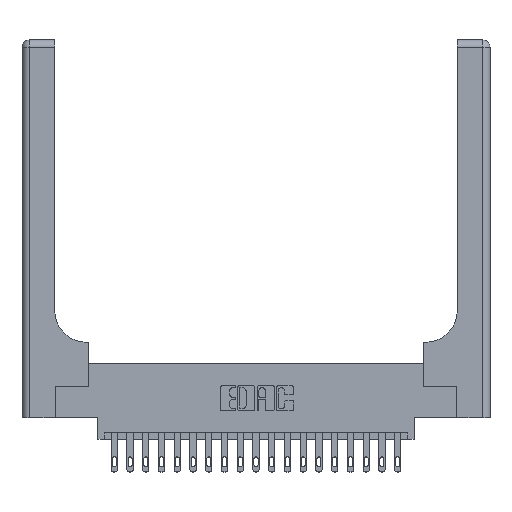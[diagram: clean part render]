
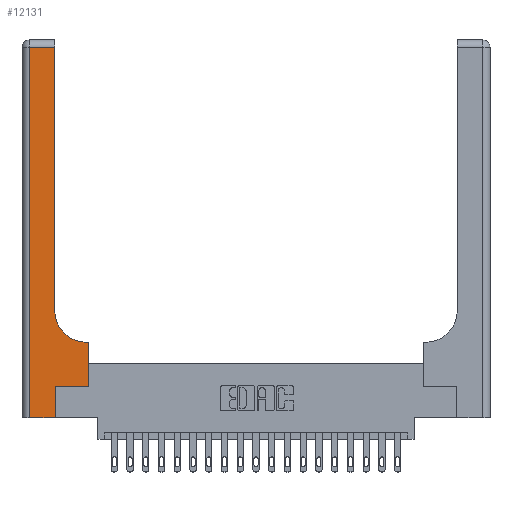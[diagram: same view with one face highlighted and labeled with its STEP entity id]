
A CAD part, top view. The second image highlights one B-rep face of the part: STEP entity #12131.
In plain terms, the highlighted planar face has unit normal (0, 0, 1).
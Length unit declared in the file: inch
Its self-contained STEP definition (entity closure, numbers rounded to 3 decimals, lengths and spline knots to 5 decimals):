
#573 = LINE ( 'NONE', #11854, #20345 ) ;
#1107 = EDGE_CURVE ( 'NONE', #9077, #20230, #3572, .T. ) ;
#1364 = CIRCLE ( 'NONE', #15383, 0.25 ) ;
#2014 = LINE ( 'NONE', #8551, #19819 ) ;
#2272 = VERTEX_POINT ( 'NONE', #13023 ) ;
#2450 = VECTOR ( 'NONE', #10299, 39.37008 ) ;
#2549 = CARTESIAN_POINT ( 'NONE',  ( 0.51, 0.6, 0.37 ) ) ;
#3188 = DIRECTION ( 'NONE',  ( 0., 1., 0. ) ) ;
#3457 = CARTESIAN_POINT ( 'NONE',  ( 0.06, 3., 0.37 ) ) ;
#3572 = LINE ( 'NONE', #19414, #13550 ) ;
#3801 = CARTESIAN_POINT ( 'NONE',  ( 0., 2.94, 0.37 ) ) ;
#3981 = CARTESIAN_POINT ( 'NONE',  ( 0.06, 2.94, 0.37 ) ) ;
#4091 = DIRECTION ( 'NONE',  ( 1., 0., 0. ) ) ;
#4101 = LINE ( 'NONE', #3801, #2450 ) ;
#4269 = CARTESIAN_POINT ( 'NONE',  ( 0.265, 0.25, 0.37 ) ) ;
#4383 = CARTESIAN_POINT ( 'NONE',  ( 0.26, 2.94, 0.37 ) ) ;
#4611 = DIRECTION ( 'NONE',  ( -1., 0., 0. ) ) ;
#4870 = EDGE_CURVE ( 'NONE', #12451, #20204, #2014, .T. ) ;
#5012 = ORIENTED_EDGE ( 'NONE', *, *, #14500, .T. ) ;
#5097 = ORIENTED_EDGE ( 'NONE', *, *, #7186, .T. ) ;
#5405 = EDGE_CURVE ( 'NONE', #13926, #11269, #7663, .T. ) ;
#5421 = VECTOR ( 'NONE', #3188, 39.37008 ) ;
#5645 = AXIS2_PLACEMENT_3D ( 'NONE', #19273, #14334, #4611 ) ;
#5721 = ORIENTED_EDGE ( 'NONE', *, *, #20444, .T. ) ;
#6019 = CARTESIAN_POINT ( 'NONE',  ( 0.265, 0., 0.37 ) ) ;
#6566 = DIRECTION ( 'NONE',  ( -1., 0., 0. ) ) ;
#6829 = ORIENTED_EDGE ( 'NONE', *, *, #5405, .T. ) ;
#7186 = EDGE_CURVE ( 'NONE', #20230, #12451, #1364, .T. ) ;
#7663 = LINE ( 'NONE', #19115, #20848 ) ;
#7955 = ORIENTED_EDGE ( 'NONE', *, *, #17820, .T. ) ;
#8358 = VECTOR ( 'NONE', #17228, 39.37008 ) ;
#8375 = DIRECTION ( 'NONE',  ( 0., -1., 0. ) ) ;
#8551 = CARTESIAN_POINT ( 'NONE',  ( 0.26, 3., 0.37 ) ) ;
#9077 = VERTEX_POINT ( 'NONE', #11135 ) ;
#10191 = VECTOR ( 'NONE', #8375, 39.37008 ) ;
#10299 = DIRECTION ( 'NONE',  ( -1., 0., 0. ) ) ;
#10500 = CARTESIAN_POINT ( 'NONE',  ( 0.51, 0.85, 0.37 ) ) ;
#11135 = CARTESIAN_POINT ( 'NONE',  ( 0.528, 0.6, 0.37 ) ) ;
#11269 = VERTEX_POINT ( 'NONE', #14511 ) ;
#11364 = ORIENTED_EDGE ( 'NONE', *, *, #20215, .T. ) ;
#11854 = CARTESIAN_POINT ( 'NONE',  ( 0.265, 0., 0.37 ) ) ;
#12131 = ADVANCED_FACE ( 'NONE', ( #15840 ), #12531, .F. ) ;
#12297 = CARTESIAN_POINT ( 'NONE',  ( 0., 0., 0.37 ) ) ;
#12451 = VERTEX_POINT ( 'NONE', #19901 ) ;
#12531 = PLANE ( 'NONE',  #5645 ) ;
#13023 = CARTESIAN_POINT ( 'NONE',  ( 0.06, 0., 0.37 ) ) ;
#13354 = DIRECTION ( 'NONE',  ( 0., 1., 0. ) ) ;
#13550 = VECTOR ( 'NONE', #6566, 39.37008 ) ;
#13888 = LINE ( 'NONE', #12297, #8358 ) ;
#13920 = DIRECTION ( 'NONE',  ( 0., 0., -1. ) ) ;
#13926 = VERTEX_POINT ( 'NONE', #4269 ) ;
#14041 = EDGE_CURVE ( 'NONE', #11269, #9077, #14845, .T. ) ;
#14334 = DIRECTION ( 'NONE',  ( 0., 0., -1. ) ) ;
#14500 = EDGE_CURVE ( 'NONE', #15928, #2272, #19328, .T. ) ;
#14511 = CARTESIAN_POINT ( 'NONE',  ( 0.528, 0.25, 0.37 ) ) ;
#14553 = ORIENTED_EDGE ( 'NONE', *, *, #1107, .T. ) ;
#14845 = LINE ( 'NONE', #19571, #5421 ) ;
#15383 = AXIS2_PLACEMENT_3D ( 'NONE', #10500, #13920, #4091 ) ;
#15715 = DIRECTION ( 'NONE',  ( 0., 1., 0. ) ) ;
#15840 = FACE_OUTER_BOUND ( 'NONE', #16331, .T. ) ;
#15928 = VERTEX_POINT ( 'NONE', #3981 ) ;
#15956 = ORIENTED_EDGE ( 'NONE', *, *, #14041, .T. ) ;
#16331 = EDGE_LOOP ( 'NONE', ( #19233, #7955, #5012, #11364, #5721, #6829, #15956, #14553, #5097 ) ) ;
#17228 = DIRECTION ( 'NONE',  ( 1., 0., 0. ) ) ;
#17399 = DIRECTION ( 'NONE',  ( 1., 0., 0. ) ) ;
#17820 = EDGE_CURVE ( 'NONE', #20204, #15928, #4101, .T. ) ;
#19115 = CARTESIAN_POINT ( 'NONE',  ( 0.265, 0.25, 0.37 ) ) ;
#19233 = ORIENTED_EDGE ( 'NONE', *, *, #4870, .T. ) ;
#19273 = CARTESIAN_POINT ( 'NONE',  ( 0., 3., 0.37 ) ) ;
#19328 = LINE ( 'NONE', #3457, #10191 ) ;
#19414 = CARTESIAN_POINT ( 'NONE',  ( 0.26, 0.6, 0.37 ) ) ;
#19571 = CARTESIAN_POINT ( 'NONE',  ( 0.528, 0.25, 0.37 ) ) ;
#19819 = VECTOR ( 'NONE', #15715, 39.37008 ) ;
#19901 = CARTESIAN_POINT ( 'NONE',  ( 0.26, 0.85, 0.37 ) ) ;
#20204 = VERTEX_POINT ( 'NONE', #4383 ) ;
#20215 = EDGE_CURVE ( 'NONE', #2272, #20995, #13888, .T. ) ;
#20230 = VERTEX_POINT ( 'NONE', #2549 ) ;
#20345 = VECTOR ( 'NONE', #13354, 39.37008 ) ;
#20444 = EDGE_CURVE ( 'NONE', #20995, #13926, #573, .T. ) ;
#20848 = VECTOR ( 'NONE', #17399, 39.37008 ) ;
#20995 = VERTEX_POINT ( 'NONE', #6019 ) ;
